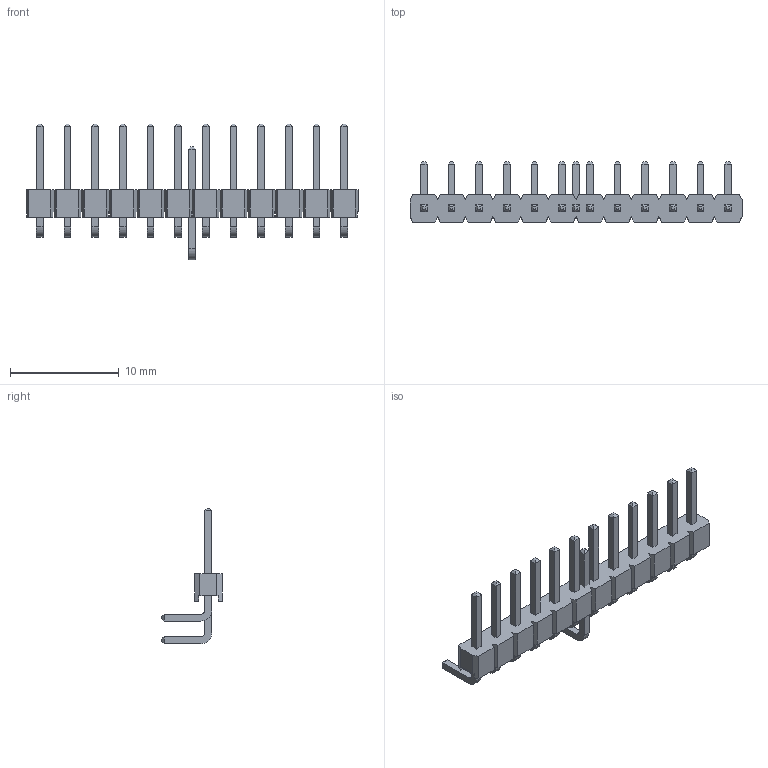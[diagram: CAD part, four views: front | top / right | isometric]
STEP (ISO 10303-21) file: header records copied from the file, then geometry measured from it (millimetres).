
FILE_DESCRIPTION( ( 'Unknown' ), '1' );
FILE_NAME( '61301211021.stp', 'Unknown', ( 'Unknown' ), ( 'Unknown' ), 'PSStep 14.0', 'Unknown', ' ' );
FILE_SCHEMA( ( 'AUTOMOTIVE_DESIGN { 1 0 10303 214 1 1 1 1 }' ) );
Length unit declared in the file: millimetre
Products named in the file (3): Assem1; 6130xx11021_PIN; 61301211021
Bounding box: 30.48 x 5.54 x 12.45 mm (x, y, z)
Volume: 376.9 mm3; surface area: 1319.5 mm2
Topology: 15 solids, 15 shells, 578 faces, 1540 edges, 992 vertices
Faces by surface type: plane 552, cylinder 26
Entity records: 7790 total; most frequent: CARTESIAN_POINT 1118, ORIENTED_EDGE 1100, DIRECTION 962, EDGE_CURVE 550, LINE 546, VECTOR 546, VERTEX_POINT 364, EDGE_LOOP 214
